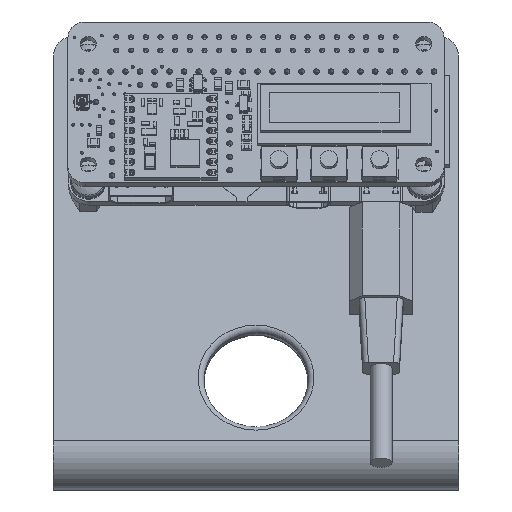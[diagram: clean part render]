
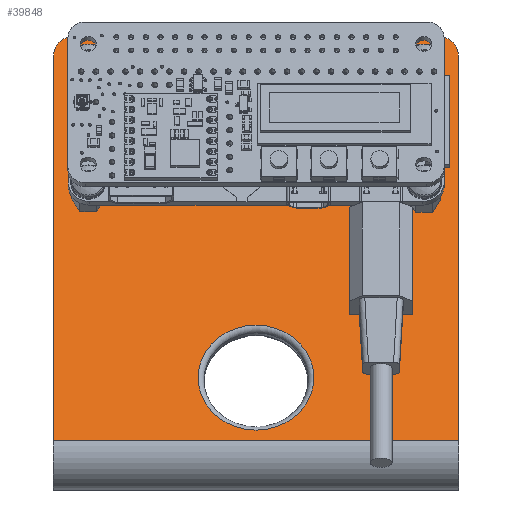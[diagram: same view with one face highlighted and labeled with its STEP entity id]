
A CAD part, front view. The second image highlights one B-rep face of the part: STEP entity #39848.
In plain terms, the highlighted planar face has unit normal (0, -0.906, 0.423).
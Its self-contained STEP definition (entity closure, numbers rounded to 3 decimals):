
#1050=FACE_BOUND('',#7307,.T.);
#1051=FACE_BOUND('',#7308,.T.);
#1052=FACE_BOUND('',#7309,.T.);
#1053=FACE_BOUND('',#7310,.T.);
#1054=FACE_BOUND('',#7311,.T.);
#2623=PLANE('',#43188);
#4642=FACE_OUTER_BOUND('',#7306,.T.);
#7306=EDGE_LOOP('',(#35422,#35423,#35424,#35425,#35426,#35427));
#7307=EDGE_LOOP('',(#35428));
#7308=EDGE_LOOP('',(#35429));
#7309=EDGE_LOOP('',(#35430));
#7310=EDGE_LOOP('',(#35431));
#7311=EDGE_LOOP('',(#35432,#35433));
#11484=LINE('',#64137,#15636);
#11485=LINE('',#64139,#15637);
#11486=LINE('',#64141,#15638);
#11487=LINE('',#64144,#15639);
#15636=VECTOR('',#53342,10.);
#15637=VECTOR('',#53343,10.);
#15638=VECTOR('',#53344,10.);
#15639=VECTOR('',#53347,10.);
#16674=CIRCLE('',#43180,10.);
#16678=CIRCLE('',#43184,10.);
#16681=CIRCLE('',#43189,4.);
#16682=CIRCLE('',#43190,4.);
#16683=CIRCLE('',#43191,1.5);
#16684=CIRCLE('',#43192,1.5);
#16685=CIRCLE('',#43193,1.5);
#16686=CIRCLE('',#43194,1.5);
#19963=VERTEX_POINT('',#64117);
#19964=VERTEX_POINT('',#64118);
#19969=VERTEX_POINT('',#64133);
#19970=VERTEX_POINT('',#64134);
#19971=VERTEX_POINT('',#64136);
#19972=VERTEX_POINT('',#64138);
#19973=VERTEX_POINT('',#64140);
#19974=VERTEX_POINT('',#64142);
#19975=VERTEX_POINT('',#64145);
#19976=VERTEX_POINT('',#64147);
#19977=VERTEX_POINT('',#64149);
#19978=VERTEX_POINT('',#64151);
#25153=EDGE_CURVE('',#19963,#19964,#16674,.T.);
#25157=EDGE_CURVE('',#19964,#19963,#16678,.T.);
#25161=EDGE_CURVE('',#19969,#19970,#16681,.T.);
#25162=EDGE_CURVE('',#19971,#19969,#11484,.T.);
#25163=EDGE_CURVE('',#19972,#19971,#11485,.T.);
#25164=EDGE_CURVE('',#19973,#19972,#11486,.T.);
#25165=EDGE_CURVE('',#19974,#19973,#16682,.T.);
#25166=EDGE_CURVE('',#19970,#19974,#11487,.T.);
#25167=EDGE_CURVE('',#19975,#19975,#16683,.T.);
#25168=EDGE_CURVE('',#19976,#19976,#16684,.T.);
#25169=EDGE_CURVE('',#19977,#19977,#16685,.T.);
#25170=EDGE_CURVE('',#19978,#19978,#16686,.T.);
#35422=ORIENTED_EDGE('',*,*,#25161,.F.);
#35423=ORIENTED_EDGE('',*,*,#25162,.F.);
#35424=ORIENTED_EDGE('',*,*,#25163,.F.);
#35425=ORIENTED_EDGE('',*,*,#25164,.F.);
#35426=ORIENTED_EDGE('',*,*,#25165,.F.);
#35427=ORIENTED_EDGE('',*,*,#25166,.F.);
#35428=ORIENTED_EDGE('',*,*,#25167,.T.);
#35429=ORIENTED_EDGE('',*,*,#25168,.T.);
#35430=ORIENTED_EDGE('',*,*,#25169,.T.);
#35431=ORIENTED_EDGE('',*,*,#25170,.T.);
#35432=ORIENTED_EDGE('',*,*,#25153,.F.);
#35433=ORIENTED_EDGE('',*,*,#25157,.F.);
#39848=ADVANCED_FACE('',(#4642,#1050,#1051,#1052,#1053,#1054),#2623,.T.);
#43180=AXIS2_PLACEMENT_3D('',#64119,#53321,#53322);
#43184=AXIS2_PLACEMENT_3D('',#64125,#53329,#53330);
#43188=AXIS2_PLACEMENT_3D('',#64132,#53338,#53339);
#43189=AXIS2_PLACEMENT_3D('',#64135,#53340,#53341);
#43190=AXIS2_PLACEMENT_3D('',#64143,#53345,#53346);
#43191=AXIS2_PLACEMENT_3D('',#64146,#53348,#53349);
#43192=AXIS2_PLACEMENT_3D('',#64148,#53350,#53351);
#43193=AXIS2_PLACEMENT_3D('',#64150,#53352,#53353);
#43194=AXIS2_PLACEMENT_3D('',#64152,#53354,#53355);
#53321=DIRECTION('center_axis',(0.,-0.906,0.423));
#53322=DIRECTION('ref_axis',(1.,0.,0.));
#53329=DIRECTION('center_axis',(0.,-0.906,0.423));
#53330=DIRECTION('ref_axis',(1.,0.,0.));
#53338=DIRECTION('center_axis',(0.,-0.906,0.423));
#53339=DIRECTION('ref_axis',(0.,-0.423,-0.906));
#53340=DIRECTION('center_axis',(0.,0.906,-0.423));
#53341=DIRECTION('ref_axis',(-0.707,0.299,0.641));
#53342=DIRECTION('',(0.,0.423,0.906));
#53343=DIRECTION('',(-1.,0.,0.));
#53344=DIRECTION('',(0.,-0.423,-0.906));
#53345=DIRECTION('center_axis',(0.,0.906,-0.423));
#53346=DIRECTION('ref_axis',(0.707,0.299,0.641));
#53347=DIRECTION('',(1.,0.,0.));
#53348=DIRECTION('center_axis',(0.,0.906,-0.423));
#53349=DIRECTION('ref_axis',(1.,0.,0.));
#53350=DIRECTION('center_axis',(0.,0.906,-0.423));
#53351=DIRECTION('ref_axis',(1.,0.,0.));
#53352=DIRECTION('center_axis',(0.,0.906,-0.423));
#53353=DIRECTION('ref_axis',(1.,0.,0.));
#53354=DIRECTION('center_axis',(0.,0.906,-0.423));
#53355=DIRECTION('ref_axis',(1.,0.,0.));
#64117=CARTESIAN_POINT('',(-10.,5.027,-18.797));
#64118=CARTESIAN_POINT('',(0.,0.801,-27.861));
#64119=CARTESIAN_POINT('Origin',(0.,5.027,
-18.797));
#64125=CARTESIAN_POINT('Origin',(0.,5.027,
-18.797));
#64132=CARTESIAN_POINT('Origin',(0.,32.599,40.332));
#64133=CARTESIAN_POINT('',(-35.,30.909,36.707));
#64134=CARTESIAN_POINT('',(-31.,32.599,40.332));
#64135=CARTESIAN_POINT('Origin',(-31.,30.909,36.707));
#64136=CARTESIAN_POINT('',(-35.,-0.045,-29.673));
#64137=CARTESIAN_POINT('',(-35.,32.599,40.332));
#64138=CARTESIAN_POINT('',(35.,-0.045,-29.673));
#64139=CARTESIAN_POINT('',(0.,-0.045,-29.673));
#64140=CARTESIAN_POINT('',(35.,30.909,36.707));
#64141=CARTESIAN_POINT('',(35.,32.599,40.332));
#64142=CARTESIAN_POINT('',(31.,32.599,40.332));
#64143=CARTESIAN_POINT('Origin',(31.,30.909,36.707));
#64144=CARTESIAN_POINT('',(0.,32.599,40.332));
#64145=CARTESIAN_POINT('',(-30.5,29.151,32.936));
#64146=CARTESIAN_POINT('Origin',(-29.,29.151,32.936));
#64147=CARTESIAN_POINT('',(27.55,29.151,32.936));
#64148=CARTESIAN_POINT('Origin',(29.05,29.151,32.936));
#64149=CARTESIAN_POINT('',(-30.5,19.43,12.091));
#64150=CARTESIAN_POINT('Origin',(-29.,19.43,12.091));
#64151=CARTESIAN_POINT('',(27.55,19.409,12.046));
#64152=CARTESIAN_POINT('Origin',(29.05,19.409,12.046));
